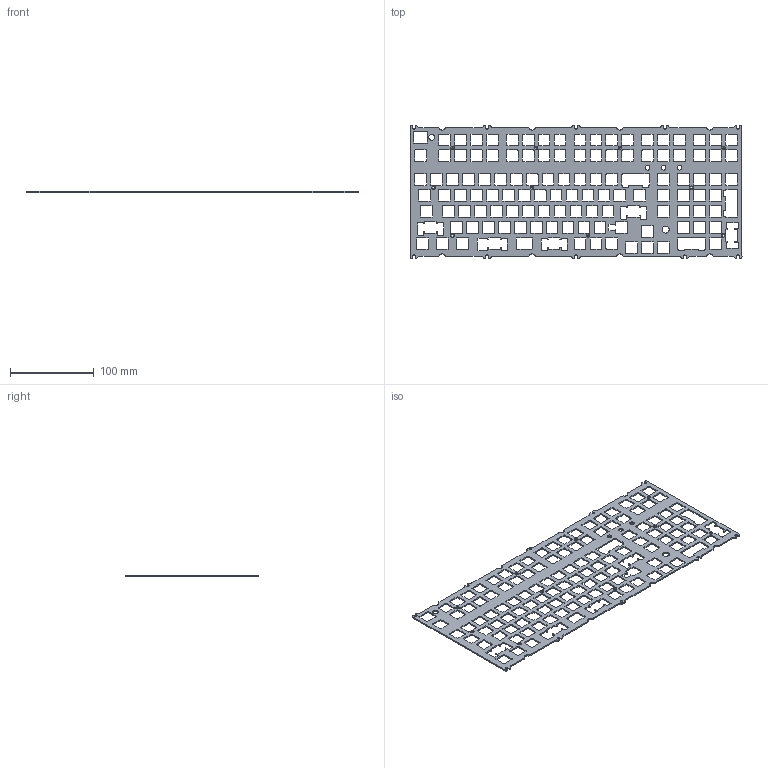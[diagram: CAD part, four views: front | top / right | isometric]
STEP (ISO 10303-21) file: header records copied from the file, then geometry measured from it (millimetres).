
FILE_DESCRIPTION(/* description */ ('Alibre Inc.'),/* implementation_level */ '2;1');
FILE_NAME(/* name */ 'export-B08D7C7B-3706-45B5-9937-1C29054B3750',/* time_stamp */ '2023-03-05T02:27:05-05:00',/* author */ (''),/* organization */ (''),/* preprocessor_version */ 'ST-DEVELOPER v17',/* originating_system */ 'Alibre',/* authorisation */ '');
FILE_SCHEMA (('AUTOMOTIVE_DESIGN'));
Length unit declared in the file: millimetre
Products named in the file (1): FR4-hotswap-ANSI-plate PCB
Bounding box: 397 x 159.92 x 1.6 mm (x, y, z)
Volume: 54886.9 mm3; surface area: 82541.7 mm2
Topology: 1 solids, 1 shells, 1380 faces, 4124 edges, 2746 vertices
Faces by surface type: cylinder 717, plane 653, cone 10
Full cylindrical faces by diameter (mm): 2.2 x10, 5.5 x3, 7 x1, 8.4 x1
Entity records: 46640 total; most frequent: ORIENTED_EDGE 8228, CARTESIAN_POINT 8224, DIRECTION 7633, EDGE_CURVE 4114, AXIS2_PLACEMENT_3D 2808, VERTEX_POINT 2746, VECTOR 2670, LINE 2670
